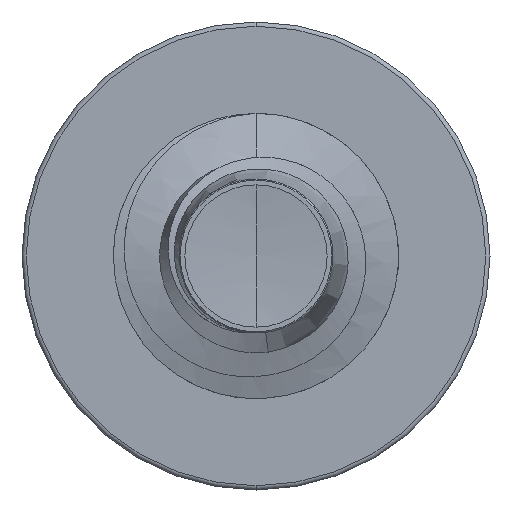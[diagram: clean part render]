
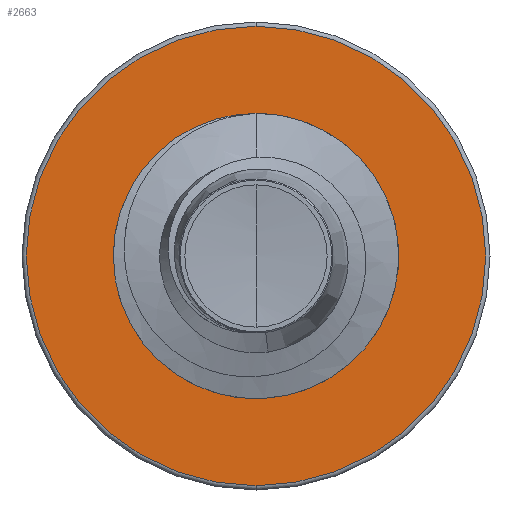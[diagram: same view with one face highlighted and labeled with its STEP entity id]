
A CAD part, front view. The second image highlights one B-rep face of the part: STEP entity #2663.
In plain terms, the highlighted planar face has unit normal (0, -1, 0).
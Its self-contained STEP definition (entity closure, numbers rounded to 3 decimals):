
#101 = AXIS2_PLACEMENT_3D ( 'NONE', #7067, #2707, #7796 ) ;
#121 = CIRCLE ( 'NONE', #8742, 2.415 ) ;
#312 = VERTEX_POINT ( 'NONE', #6108 ) ;
#432 = ORIENTED_EDGE ( 'NONE', *, *, #5940, .F. ) ;
#684 = DIRECTION ( 'NONE',  ( 0., 0., 1. ) ) ;
#770 = AXIS2_PLACEMENT_3D ( 'NONE', #7339, #2986, #8067 ) ;
#838 = DIRECTION ( 'NONE',  ( 0., 1., 0. ) ) ;
#2574 = CARTESIAN_POINT ( 'NONE',  ( 0., 5.5, -2.415 ) ) ;
#2663 = ADVANCED_FACE ( 'NONE', ( #8617, #8382 ), #4606, .F. ) ;
#2707 = DIRECTION ( 'NONE',  ( 0., 1., 0. ) ) ;
#2986 = DIRECTION ( 'NONE',  ( 0., 1., 0. ) ) ;
#3282 = DIRECTION ( 'NONE',  ( 0., 1., 0. ) ) ;
#3678 = CIRCLE ( 'NONE', #5024, 2.415 ) ;
#4316 = CARTESIAN_POINT ( 'NONE',  ( 0., 5.5, 2.415 ) ) ;
#4552 = VERTEX_POINT ( 'NONE', #9101 ) ;
#4606 = PLANE ( 'NONE',  #9234 ) ;
#4750 = VERTEX_POINT ( 'NONE', #2574 ) ;
#5024 = AXIS2_PLACEMENT_3D ( 'NONE', #5236, #838, #5968 ) ;
#5076 = DIRECTION ( 'NONE',  ( 0., 1., 0. ) ) ;
#5236 = CARTESIAN_POINT ( 'NONE',  ( 0., 5.5, 0. ) ) ;
#5535 = CIRCLE ( 'NONE', #770, 4.025 ) ;
#5863 = CIRCLE ( 'NONE', #101, 4.025 ) ;
#5940 = EDGE_CURVE ( 'NONE', #312, #4552, #5535, .T. ) ;
#5968 = DIRECTION ( 'NONE',  ( 0., 0., 1. ) ) ;
#6108 = CARTESIAN_POINT ( 'NONE',  ( 0., 5.5, -4.025 ) ) ;
#6800 = EDGE_LOOP ( 'NONE', ( #8676, #8558 ) ) ;
#7067 = CARTESIAN_POINT ( 'NONE',  ( 0., 5.5, 0. ) ) ;
#7149 = EDGE_LOOP ( 'NONE', ( #9332, #432 ) ) ;
#7221 = EDGE_CURVE ( 'NONE', #4552, #312, #5863, .T. ) ;
#7319 = EDGE_CURVE ( 'NONE', #7709, #4750, #3678, .T. ) ;
#7339 = CARTESIAN_POINT ( 'NONE',  ( 0., 5.5, 0. ) ) ;
#7709 = VERTEX_POINT ( 'NONE', #4316 ) ;
#7796 = DIRECTION ( 'NONE',  ( 0., 0., 1. ) ) ;
#8067 = DIRECTION ( 'NONE',  ( 0., 0., 1. ) ) ;
#8382 = FACE_BOUND ( 'NONE', #6800, .T. ) ;
#8423 = DIRECTION ( 'NONE',  ( 0., 0., 1. ) ) ;
#8558 = ORIENTED_EDGE ( 'NONE', *, *, #8682, .T. ) ;
#8617 = FACE_OUTER_BOUND ( 'NONE', #7149, .T. ) ;
#8676 = ORIENTED_EDGE ( 'NONE', *, *, #7319, .T. ) ;
#8682 = EDGE_CURVE ( 'NONE', #4750, #7709, #121, .T. ) ;
#8742 = AXIS2_PLACEMENT_3D ( 'NONE', #9425, #5076, #684 ) ;
#8938 = CARTESIAN_POINT ( 'NONE',  ( 0., 5.5, -2.415 ) ) ;
#9101 = CARTESIAN_POINT ( 'NONE',  ( 0., 5.5, 4.025 ) ) ;
#9234 = AXIS2_PLACEMENT_3D ( 'NONE', #8938, #3282, #8423 ) ;
#9332 = ORIENTED_EDGE ( 'NONE', *, *, #7221, .F. ) ;
#9425 = CARTESIAN_POINT ( 'NONE',  ( 0., 5.5, 0. ) ) ;
